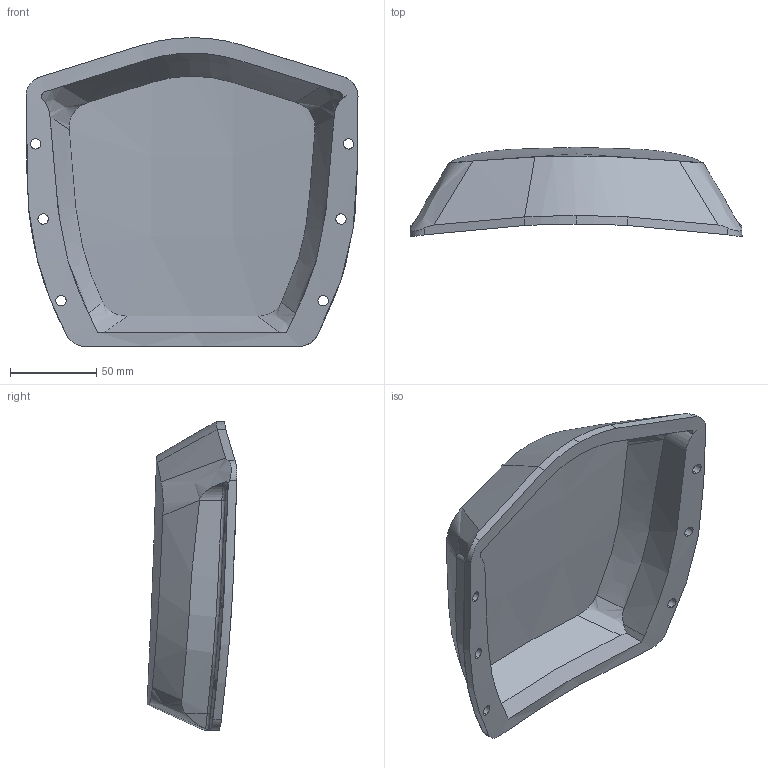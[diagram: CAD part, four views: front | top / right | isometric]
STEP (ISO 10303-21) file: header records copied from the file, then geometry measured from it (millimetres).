
FILE_DESCRIPTION (( 'STEP AP214' ), '1' );
FILE_NAME ('Small_Vesc_Case_XL.STEP', '2018-12-30T21:13:58', ( '' ), ( '' ), 'SwSTEP 2.0', 'SolidWorks 2018', '' );
FILE_SCHEMA (( 'AUTOMOTIVE_DESIGN' ));
Length unit declared in the file: millimetre
Products named in the file (1): Small_Vesc_Case_XL
Bounding box: 192.52 x 52.07 x 179.07 mm (x, y, z)
Volume: 192997.7 mm3; surface area: 93008.3 mm2
Topology: 1 solids, 1 shells, 79 faces, 222 edges, 146 vertices
Faces by surface type: bspline 40, cylinder 26, plane 13
Entity records: 6153 total; most frequent: CARTESIAN_POINT 4531, ORIENTED_EDGE 444, EDGE_CURVE 222, B_SPLINE_CURVE_WITH_KNOTS 172, VERTEX_POINT 146, DIRECTION 136, EDGE_LOOP 92, FACE_OUTER_BOUND 79
